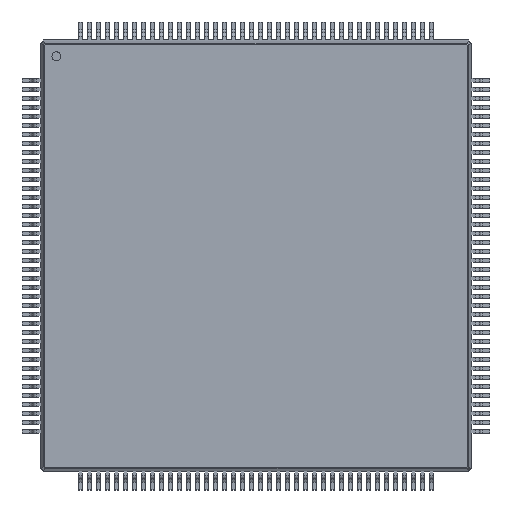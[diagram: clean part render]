
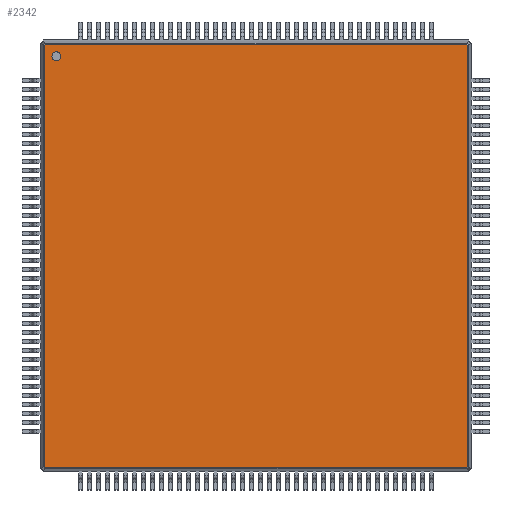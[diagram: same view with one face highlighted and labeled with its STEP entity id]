
A CAD part, top view. The second image highlights one B-rep face of the part: STEP entity #2342.
In plain terms, the highlighted planar face has unit normal (0, 0, 1).
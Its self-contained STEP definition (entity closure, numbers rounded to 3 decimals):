
#13=DIRECTION('',(0.,0.,1.));
#43=CARTESIAN_POINT('',(-11.718,11.787,1.5));
#401=VERTEX_POINT('',#402);
#402=CARTESIAN_POINT('',(-11.702,11.746,1.5));
#414=EDGE_CURVE('',#401,#415,#417,.T.);
#415=VERTEX_POINT('',#416);
#416=CARTESIAN_POINT('',(11.702,11.746,1.5));
#417=B_SPLINE_CURVE_WITH_KNOTS('',2,(#418,#419,#420,#421,#422),.UNSPECIFIED.,.F.,.F.,(3,1,1,3),(-1.188,-0.04,23.477,24.625),.UNSPECIFIED.);
#418=CARTESIAN_POINT('',(-12.906,11.746,1.5));
#419=CARTESIAN_POINT('',(-12.333,11.746,1.5));
#420=CARTESIAN_POINT('',(0.,11.746,1.5));
#421=CARTESIAN_POINT('',(12.333,11.746,1.5));
#422=CARTESIAN_POINT('',(12.906,11.746,1.5));
#1904=DIRECTION('',(0.,-1.,0.));
#2283=EDGE_CURVE('',#415,#2284,#2286,.T.);
#2284=VERTEX_POINT('',#2285);
#2285=CARTESIAN_POINT('',(11.746,11.702,1.5));
#2286=B_SPLINE_CURVE_WITH_KNOTS('',2,(#2287,#2288,#2289,#2290,#2291),.UNSPECIFIED.,.F.,.F.,(3,1,1,3),(-0.473,-0.04,0.137,0.57),.UNSPECIFIED.);
#2287=CARTESIAN_POINT('',(11.356,12.093,1.5));
#2288=CARTESIAN_POINT('',(11.509,11.94,1.5));
#2289=CARTESIAN_POINT('',(11.724,11.724,1.5));
#2290=CARTESIAN_POINT('',(11.94,11.509,1.5));
#2291=CARTESIAN_POINT('',(12.093,11.356,1.5));
#2315=VERTEX_POINT('',#2316);
#2316=CARTESIAN_POINT('',(-11.746,11.702,1.5));
#2328=EDGE_CURVE('',#2315,#401,#2329,.T.);
#2329=B_SPLINE_CURVE_WITH_KNOTS('',2,(#2330,#2331,#2332,#2333,#2334),.UNSPECIFIED.,.F.,.F.,(3,1,1,3),(-0.473,-0.04,0.137,0.57),.UNSPECIFIED.);
#2330=CARTESIAN_POINT('',(-12.093,11.356,1.5));
#2331=CARTESIAN_POINT('',(-11.94,11.509,1.5));
#2332=CARTESIAN_POINT('',(-11.724,11.724,1.5));
#2333=CARTESIAN_POINT('',(-11.509,11.94,1.5));
#2334=CARTESIAN_POINT('',(-11.356,12.093,1.5));
#2342=ADVANCED_FACE('',(#2343,#2396),#2406,.T.);
#2343=FACE_BOUND('',#2344,.T.);
#2344=EDGE_LOOP('',(#2345,#2346,#2347,#2357,#2367,#2377,#2387,#2395));
#2345=ORIENTED_EDGE('',*,*,#414,.F.);
#2346=ORIENTED_EDGE('',*,*,#2328,.F.);
#2347=ORIENTED_EDGE('',*,*,#2348,.F.);
#2348=EDGE_CURVE('',#2349,#2315,#2351,.T.);
#2349=VERTEX_POINT('',#2350);
#2350=CARTESIAN_POINT('',(-11.746,-11.702,1.5));
#2351=B_SPLINE_CURVE_WITH_KNOTS('',2,(#2352,#2353,#2354,#2355,#2356),.UNSPECIFIED.,.F.,.F.,(3,1,1,3),(-1.188,-0.04,23.477,24.625),.UNSPECIFIED.);
#2352=CARTESIAN_POINT('',(-11.746,-12.906,1.5));
#2353=CARTESIAN_POINT('',(-11.746,-12.333,1.5));
#2354=CARTESIAN_POINT('',(-11.746,0.,1.5));
#2355=CARTESIAN_POINT('',(-11.746,12.333,1.5));
#2356=CARTESIAN_POINT('',(-11.746,12.906,1.5));
#2357=ORIENTED_EDGE('',*,*,#2358,.F.);
#2358=EDGE_CURVE('',#2359,#2349,#2361,.T.);
#2359=VERTEX_POINT('',#2360);
#2360=CARTESIAN_POINT('',(-11.702,-11.746,1.5));
#2361=B_SPLINE_CURVE_WITH_KNOTS('',2,(#2362,#2363,#2364,#2365,#2366),.UNSPECIFIED.,.F.,.F.,(3,1,1,3),(-0.473,-0.04,0.137,0.57),.UNSPECIFIED.);
#2362=CARTESIAN_POINT('',(-11.356,-12.093,1.5));
#2363=CARTESIAN_POINT('',(-11.509,-11.94,1.5));
#2364=CARTESIAN_POINT('',(-11.724,-11.724,1.5));
#2365=CARTESIAN_POINT('',(-11.94,-11.509,1.5));
#2366=CARTESIAN_POINT('',(-12.093,-11.356,1.5));
#2367=ORIENTED_EDGE('',*,*,#2368,.F.);
#2368=EDGE_CURVE('',#2369,#2359,#2371,.T.);
#2369=VERTEX_POINT('',#2370);
#2370=CARTESIAN_POINT('',(11.702,-11.746,1.5));
#2371=B_SPLINE_CURVE_WITH_KNOTS('',2,(#2372,#2373,#2374,#2375,#2376),.UNSPECIFIED.,.F.,.F.,(3,1,1,3),(-1.188,-0.04,23.477,24.625),.UNSPECIFIED.);
#2372=CARTESIAN_POINT('',(12.906,-11.746,1.5));
#2373=CARTESIAN_POINT('',(12.333,-11.746,1.5));
#2374=CARTESIAN_POINT('',(0.,-11.746,1.5));
#2375=CARTESIAN_POINT('',(-12.333,-11.746,1.5));
#2376=CARTESIAN_POINT('',(-12.906,-11.746,1.5));
#2377=ORIENTED_EDGE('',*,*,#2378,.F.);
#2378=EDGE_CURVE('',#2379,#2369,#2381,.T.);
#2379=VERTEX_POINT('',#2380);
#2380=CARTESIAN_POINT('',(11.746,-11.702,1.5));
#2381=B_SPLINE_CURVE_WITH_KNOTS('',2,(#2382,#2383,#2384,#2385,#2386),.UNSPECIFIED.,.F.,.F.,(3,1,1,3),(-0.473,-0.04,0.137,0.57),.UNSPECIFIED.);
#2382=CARTESIAN_POINT('',(12.093,-11.356,1.5));
#2383=CARTESIAN_POINT('',(11.94,-11.509,1.5));
#2384=CARTESIAN_POINT('',(11.724,-11.724,1.5));
#2385=CARTESIAN_POINT('',(11.509,-11.94,1.5));
#2386=CARTESIAN_POINT('',(11.356,-12.093,1.5));
#2387=ORIENTED_EDGE('',*,*,#2388,.F.);
#2388=EDGE_CURVE('',#2284,#2379,#2389,.T.);
#2389=B_SPLINE_CURVE_WITH_KNOTS('',2,(#2390,#2391,#2392,#2393,#2394),.UNSPECIFIED.,.F.,.F.,(3,1,1,3),(-1.188,-0.04,23.477,24.625),.UNSPECIFIED.);
#2390=CARTESIAN_POINT('',(11.746,12.906,1.5));
#2391=CARTESIAN_POINT('',(11.746,12.333,1.5));
#2392=CARTESIAN_POINT('',(11.746,0.,1.5));
#2393=CARTESIAN_POINT('',(11.746,-12.333,1.5));
#2394=CARTESIAN_POINT('',(11.746,-12.906,1.5));
#2395=ORIENTED_EDGE('',*,*,#2283,.F.);
#2396=FACE_BOUND('',#2397,.T.);
#2397=EDGE_LOOP('',(#2398));
#2398=ORIENTED_EDGE('',*,*,#2399,.T.);
#2399=EDGE_CURVE('',#2400,#2400,#2402,.T.);
#2400=VERTEX_POINT('',#2401);
#2401=CARTESIAN_POINT('',(-11.087,10.837,1.5));
#2402=CIRCLE('',#2403,0.25);
#2403=AXIS2_PLACEMENT_3D('',#2404,#2405,#1904);
#2404=CARTESIAN_POINT('',(-11.087,11.087,1.5));
#2405=DIRECTION('',(0.,-0.,-1.));
#2406=PLANE('',#2407);
#2407=AXIS2_PLACEMENT_3D('',#43,#13,#2408);
#2408=DIRECTION('',(0.705,-0.709,0.));
